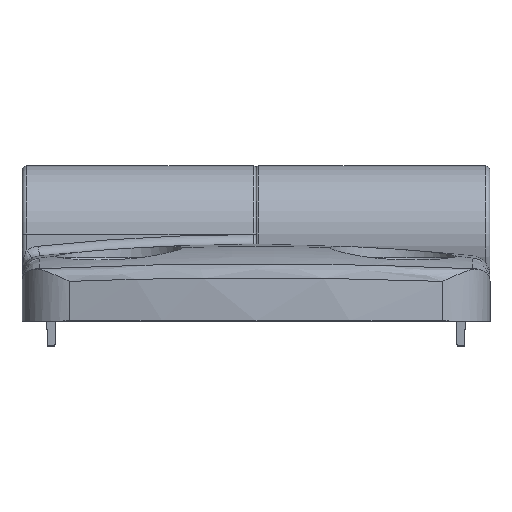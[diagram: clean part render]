
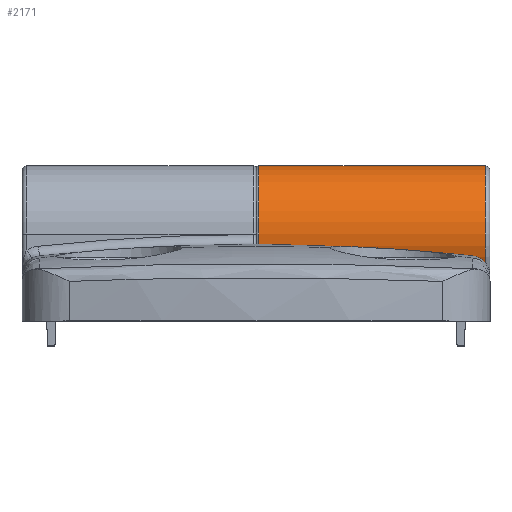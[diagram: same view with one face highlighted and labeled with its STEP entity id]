
A CAD part, top view. The second image highlights one B-rep face of the part: STEP entity #2171.
In plain terms, the highlighted cylindrical face has radius 7 mm (diameter 14 mm), a partial arc.
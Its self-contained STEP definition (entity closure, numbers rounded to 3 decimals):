
#23 = AXIS2_PLACEMENT_3D ( 'NONE', #1312, #1354, #1468 ) ;
#107 = DIRECTION ( 'NONE',  ( -1., 0., 0. ) ) ;
#140 = DIRECTION ( 'NONE',  ( 0., 0., 1. ) ) ;
#154 = CARTESIAN_POINT ( 'NONE',  ( 23.5, 8.95, 0. ) ) ;
#168 = DIRECTION ( 'NONE',  ( 0., 0., -1. ) ) ;
#179 = VERTEX_POINT ( 'NONE', #1859 ) ;
#208 = DIRECTION ( 'NONE',  ( 1., 0., 0. ) ) ;
#221 = CARTESIAN_POINT ( 'NONE',  ( 0.3, 8.95, 0. ) ) ;
#382 = DIRECTION ( 'NONE',  ( -1., 0., 0. ) ) ;
#400 = AXIS2_PLACEMENT_3D ( 'NONE', #154, #107, #140 ) ;
#417 = AXIS2_PLACEMENT_3D ( 'NONE', #221, #208, #168 ) ;
#464 = CARTESIAN_POINT ( 'NONE',  ( 24., 8.95, -7. ) ) ;
#517 = CYLINDRICAL_SURFACE ( 'NONE', #23, 7. ) ;
#621 = VECTOR ( 'NONE', #827, 1000. ) ;
#756 = FACE_OUTER_BOUND ( 'NONE', #1926, .T. ) ;
#786 = CARTESIAN_POINT ( 'NONE',  ( 24., 2.888, 3.5 ) ) ;
#827 = DIRECTION ( 'NONE',  ( -1., 0., 0. ) ) ;
#1126 = EDGE_CURVE ( 'NONE', #2836, #1735, #1391, .T. ) ;
#1181 = EDGE_CURVE ( 'NONE', #179, #2392, #2694, .T. ) ;
#1207 = EDGE_CURVE ( 'NONE', #2392, #1735, #1576, .T. ) ;
#1213 = EDGE_CURVE ( 'NONE', #2836, #179, #2777, .T. ) ;
#1312 = CARTESIAN_POINT ( 'NONE',  ( 24., 8.95, 0. ) ) ;
#1354 = DIRECTION ( 'NONE',  ( -1., 0., 0. ) ) ;
#1360 = ORIENTED_EDGE ( 'NONE', *, *, #1207, .T. ) ;
#1391 = LINE ( 'NONE', #786, #621 ) ;
#1468 = DIRECTION ( 'NONE',  ( 0., 0., 1. ) ) ;
#1576 = CIRCLE ( 'NONE', #417, 7. ) ;
#1609 = ORIENTED_EDGE ( 'NONE', *, *, #1181, .T. ) ;
#1735 = VERTEX_POINT ( 'NONE', #2569 ) ;
#1859 = CARTESIAN_POINT ( 'NONE',  ( 23.5, 8.95, -7. ) ) ;
#1926 = EDGE_LOOP ( 'NONE', ( #1609, #1360, #2191, #2349 ) ) ;
#2171 = ADVANCED_FACE ( 'NONE', ( #756 ), #517, .T. ) ;
#2191 = ORIENTED_EDGE ( 'NONE', *, *, #1126, .F. ) ;
#2349 = ORIENTED_EDGE ( 'NONE', *, *, #1213, .T. ) ;
#2369 = CARTESIAN_POINT ( 'NONE',  ( 0.3, 8.95, -7. ) ) ;
#2392 = VERTEX_POINT ( 'NONE', #2369 ) ;
#2463 = VECTOR ( 'NONE', #382, 1000. ) ;
#2569 = CARTESIAN_POINT ( 'NONE',  ( 0.3, 2.888, 3.5 ) ) ;
#2694 = LINE ( 'NONE', #464, #2463 ) ;
#2777 = CIRCLE ( 'NONE', #400, 7. ) ;
#2833 = CARTESIAN_POINT ( 'NONE',  ( 23.5, 2.888, 3.5 ) ) ;
#2836 = VERTEX_POINT ( 'NONE', #2833 ) ;
